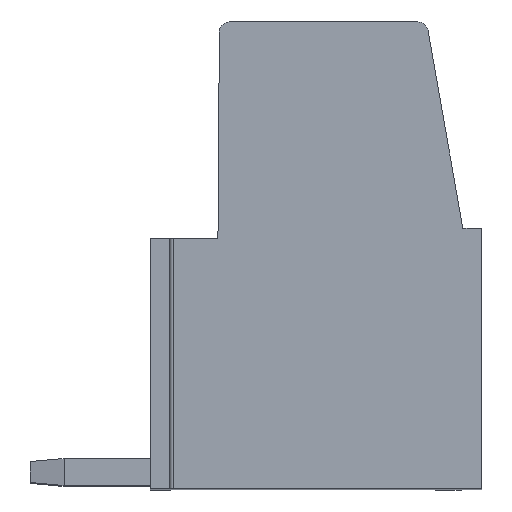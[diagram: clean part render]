
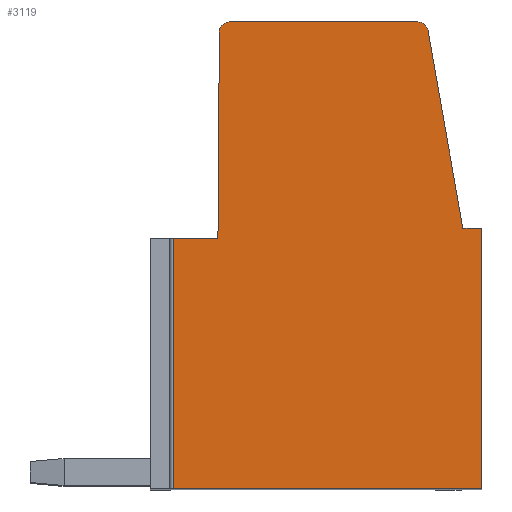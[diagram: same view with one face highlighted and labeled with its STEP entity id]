
A CAD part, top view. The second image highlights one B-rep face of the part: STEP entity #3119.
In plain terms, the highlighted planar face has unit normal (0, 0, 1).
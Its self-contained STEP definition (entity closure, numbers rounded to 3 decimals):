
#619=DIRECTION('',(0.,1.,0.));
#620=VECTOR('',#619,7.4);
#621=CARTESIAN_POINT('',(-4.225,-7.4,2.5));
#622=LINE('',#621,#620);
#623=DIRECTION('',(-1.,0.,0.));
#624=VECTOR('',#623,1.325);
#625=CARTESIAN_POINT('',(-2.9,0.,2.5));
#626=LINE('',#625,#624);
#627=DIRECTION('',(-0.007,-1.,0.));
#628=VECTOR('',#627,6.1);
#629=CARTESIAN_POINT('',(-2.859,6.1,2.5));
#630=LINE('',#629,#628);
#631=CARTESIAN_POINT('',(-2.557,6.098,2.5));
#632=DIRECTION('',(0.,0.,1.));
#633=DIRECTION('',(0.,1.,0.));
#634=AXIS2_PLACEMENT_3D('',#631,#632,#633);
#636=DIRECTION('',(-1.,0.,0.));
#637=VECTOR('',#636,5.57);
#638=CARTESIAN_POINT('',(3.013,6.4,2.5));
#639=LINE('',#638,#637);
#640=CARTESIAN_POINT('',(3.013,6.098,2.5));
#641=DIRECTION('',(0.,0.,1.));
#642=DIRECTION('',(0.985,0.173,0.));
#643=AXIS2_PLACEMENT_3D('',#640,#641,#642);
#645=DIRECTION('',(-0.173,0.985,0.));
#646=VECTOR('',#645,5.94);
#647=CARTESIAN_POINT('',(4.34,0.3,2.5));
#648=LINE('',#647,#646);
#649=DIRECTION('',(-1.,0.,0.));
#650=VECTOR('',#649,0.56);
#651=CARTESIAN_POINT('',(4.9,0.3,2.5));
#652=LINE('',#651,#650);
#653=DIRECTION('',(0.,1.,0.));
#654=VECTOR('',#653,7.7);
#655=CARTESIAN_POINT('',(4.9,-7.4,2.5));
#656=LINE('',#655,#654);
#657=DIRECTION('',(1.,0.,0.));
#658=VECTOR('',#657,9.125);
#659=CARTESIAN_POINT('',(-4.225,-7.4,2.5));
#660=LINE('',#659,#658);
#1797=CARTESIAN_POINT('',(4.9,-7.4,2.5));
#1798=CARTESIAN_POINT('',(4.9,0.3,2.5));
#1799=VERTEX_POINT('',#1797);
#1800=VERTEX_POINT('',#1798);
#1801=CARTESIAN_POINT('',(4.34,0.3,2.5));
#1802=VERTEX_POINT('',#1801);
#1803=CARTESIAN_POINT('',(3.311,6.15,2.5));
#1804=VERTEX_POINT('',#1803);
#1805=CARTESIAN_POINT('',(3.013,6.4,2.5));
#1806=VERTEX_POINT('',#1805);
#1807=CARTESIAN_POINT('',(-2.557,6.4,2.5));
#1808=VERTEX_POINT('',#1807);
#1809=CARTESIAN_POINT('',(-2.859,6.1,2.5));
#1810=VERTEX_POINT('',#1809);
#1811=CARTESIAN_POINT('',(-2.9,0.,2.5));
#1812=VERTEX_POINT('',#1811);
#1857=CARTESIAN_POINT('',(-4.225,-7.4,2.5));
#1858=CARTESIAN_POINT('',(-4.225,0.,2.5));
#1859=VERTEX_POINT('',#1857);
#1860=VERTEX_POINT('',#1858);
#3095=CARTESIAN_POINT('',(0.,0.,2.5));
#3096=DIRECTION('',(0.,0.,1.));
#3097=DIRECTION('',(1.,0.,0.));
#3098=AXIS2_PLACEMENT_3D('',#3095,#3096,#3097);
#3099=PLANE('',#3098);
#3100=ORIENTED_EDGE('',*,*,#3087,.T.);
#3101=ORIENTED_EDGE('',*,*,#2350,.F.);
#3103=ORIENTED_EDGE('',*,*,#3102,.F.);
#3105=ORIENTED_EDGE('',*,*,#3104,.F.);
#3107=ORIENTED_EDGE('',*,*,#3106,.F.);
#3109=ORIENTED_EDGE('',*,*,#3108,.F.);
#3111=ORIENTED_EDGE('',*,*,#3110,.F.);
#3113=ORIENTED_EDGE('',*,*,#3112,.F.);
#3115=ORIENTED_EDGE('',*,*,#3114,.F.);
#3116=ORIENTED_EDGE('',*,*,#2428,.F.);
#3117=EDGE_LOOP('',(#3100,#3101,#3103,#3105,#3107,#3109,#3111,#3113,#3115,
#3116));
#3118=FACE_OUTER_BOUND('',#3117,.F.);
#635=CIRCLE('',#634,0.302);
#644=CIRCLE('',#643,0.302);
#2350=EDGE_CURVE('',#1812,#1860,#626,.T.);
#2428=EDGE_CURVE('',#1859,#1799,#660,.T.);
#3087=EDGE_CURVE('',#1859,#1860,#622,.T.);
#3102=EDGE_CURVE('',#1810,#1812,#630,.T.);
#3104=EDGE_CURVE('',#1808,#1810,#635,.T.);
#3106=EDGE_CURVE('',#1806,#1808,#639,.T.);
#3108=EDGE_CURVE('',#1804,#1806,#644,.T.);
#3110=EDGE_CURVE('',#1802,#1804,#648,.T.);
#3112=EDGE_CURVE('',#1800,#1802,#652,.T.);
#3114=EDGE_CURVE('',#1799,#1800,#656,.T.);
#3119=ADVANCED_FACE('',(#3118),#3099,.T.);
